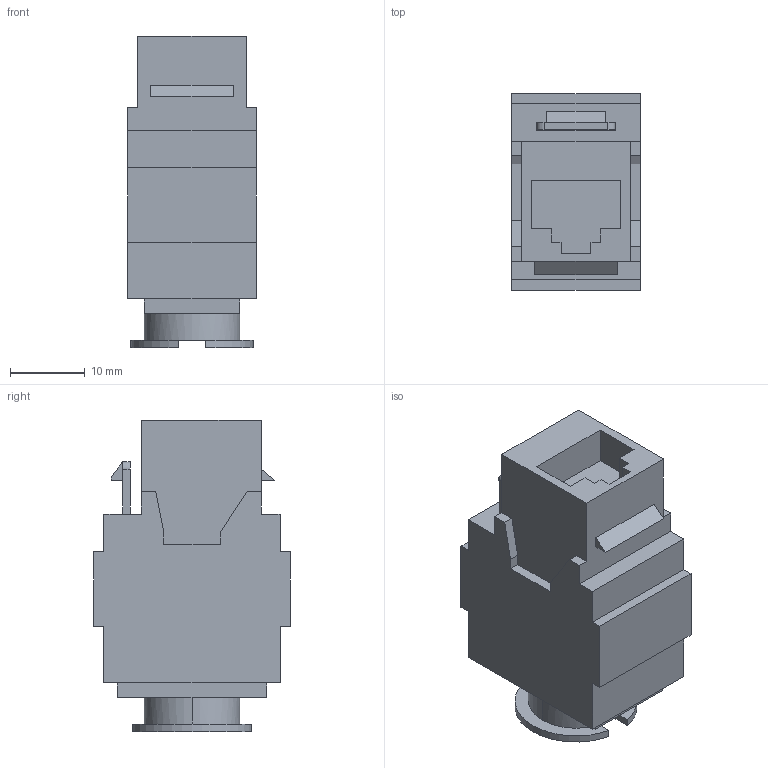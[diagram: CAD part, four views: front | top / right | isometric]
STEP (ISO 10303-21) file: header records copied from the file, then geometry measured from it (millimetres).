
FILE_DESCRIPTION (( 'STEP AP203' ), '1' );
FILE_NAME ('CS1-1C6AF-D2 ITK Ìîäóëü Keystone Jack êàò.6A STP, IDC Dual, âåðò. çàä..STEP', '2016-09-29T06:42:07', ( '' ), ( '' ), 'SwSTEP 2.0', 'SolidWorks 2014', '' );
FILE_SCHEMA (( 'CONFIG_CONTROL_DESIGN' ));
Length unit declared in the file: millimetre
Products named in the file (2): CS1-1C6AF-D2 ITK Ìîäóëü Keystone Jack êàò.6A STP, IDC Dual, âåðò. çàä.
Bounding box: 17.2 x 26.2 x 41.5 mm (x, y, z)
Volume: 12844.3 mm3; surface area: 4642.8 mm2
Topology: 1 solids, 1 shells, 87 faces, 233 edges, 152 vertices
Faces by surface type: plane 78, cylinder 9
Entity records: 2828 total; most frequent: CARTESIAN_POINT 474, ORIENTED_EDGE 466, DIRECTION 437, EDGE_CURVE 233, VECTOR 207, LINE 207, VERTEX_POINT 152, AXIS2_PLACEMENT_3D 115
